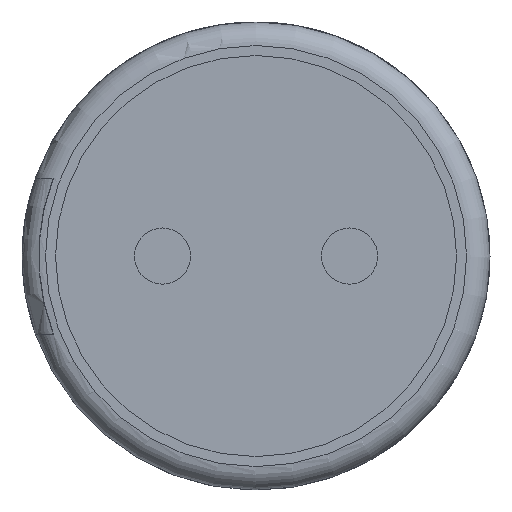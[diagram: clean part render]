
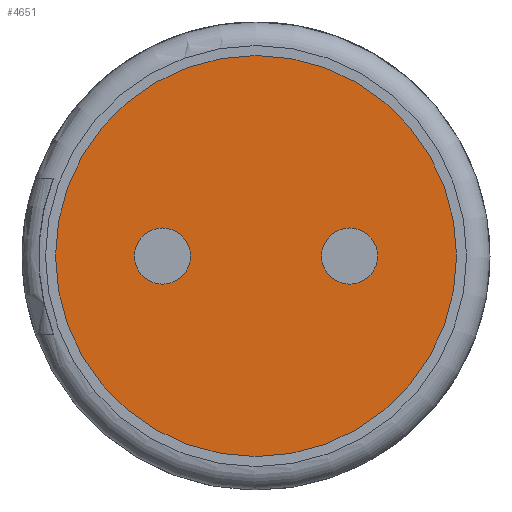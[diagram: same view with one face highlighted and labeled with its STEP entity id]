
A CAD part, front view. The second image highlights one B-rep face of the part: STEP entity #4651.
In plain terms, the highlighted planar face has unit normal (0, -1, 0).
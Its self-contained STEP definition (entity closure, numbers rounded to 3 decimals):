
#130=PLANE('',#4957);
#813=FACE_BOUND('',#1343,.T.);
#814=FACE_BOUND('',#1344,.T.);
#1084=FACE_OUTER_BOUND('',#1342,.T.);
#1342=EDGE_LOOP('',(#4139));
#1343=EDGE_LOOP('',(#4140));
#1344=EDGE_LOOP('',(#4141));
#1465=CIRCLE('',#4949,0.3);
#1467=CIRCLE('',#4953,0.3);
#1468=CIRCLE('',#4956,2.143);
#2149=VERTEX_POINT('',#11271);
#2151=VERTEX_POINT('',#11278);
#2152=VERTEX_POINT('',#11283);
#2812=EDGE_CURVE('',#2149,#2149,#1465,.T.);
#2815=EDGE_CURVE('',#2151,#2151,#1467,.T.);
#2817=EDGE_CURVE('',#2152,#2152,#1468,.T.);
#4139=ORIENTED_EDGE('',*,*,#2817,.T.);
#4140=ORIENTED_EDGE('',*,*,#2812,.T.);
#4141=ORIENTED_EDGE('',*,*,#2815,.T.);
#4651=ADVANCED_FACE('',(#1084,#813,#814),#130,.T.);
#4949=AXIS2_PLACEMENT_3D('',#11273,#5796,#5797);
#4953=AXIS2_PLACEMENT_3D('',#11280,#5805,#5806);
#4956=AXIS2_PLACEMENT_3D('',#11285,#5812,#5813);
#4957=AXIS2_PLACEMENT_3D('',#11286,#5814,#5815);
#5796=DIRECTION('center_axis',(0.,1.,0.));
#5797=DIRECTION('ref_axis',(1.,0.,0.));
#5805=DIRECTION('center_axis',(0.,1.,0.));
#5806=DIRECTION('ref_axis',(1.,0.,0.));
#5812=DIRECTION('center_axis',(0.,-1.,0.));
#5813=DIRECTION('ref_axis',(1.,0.,0.));
#5814=DIRECTION('center_axis',(0.,-1.,0.));
#5815=DIRECTION('ref_axis',(0.,0.,-1.));
#11271=CARTESIAN_POINT('',(0.7,0.1,0.));
#11273=CARTESIAN_POINT('Origin',(1.,0.1,0.));
#11278=CARTESIAN_POINT('',(-1.3,0.1,0.));
#11280=CARTESIAN_POINT('Origin',(-1.,0.1,0.));
#11283=CARTESIAN_POINT('',(-2.143,0.1,0.));
#11285=CARTESIAN_POINT('Origin',(0.,0.1,0.));
#11286=CARTESIAN_POINT('Origin',(0.,0.1,0.));
